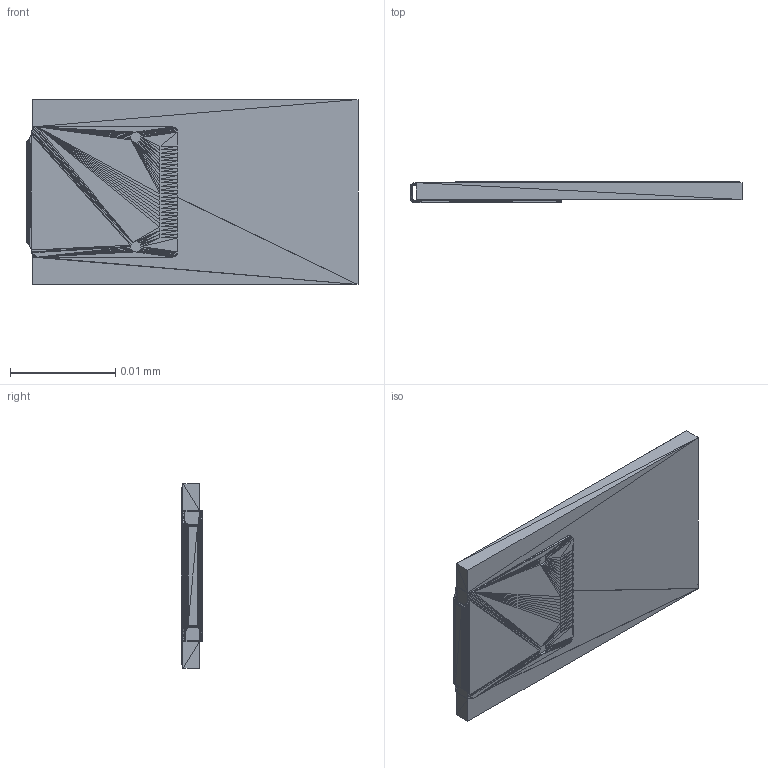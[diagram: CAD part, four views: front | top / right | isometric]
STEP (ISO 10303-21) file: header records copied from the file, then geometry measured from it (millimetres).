
FILE_DESCRIPTION(('LCKiConverter Model lckicad.xtoolbox.org','uuid: Std:9c55ce2a25214862b1d9e3c936110a06'),'2;1');
FILE_NAME('1.14tft.step','2024-09-09T14:01:23.042Z',('LCEDA'),( ''),'LCKiConverter','LCKiConverter','');
FILE_SCHEMA(('AUTOMOTIVE_DESIGN { 1 0 10303 214 1 1 1 1 }'));
Length unit declared in the file: millimetre
Products named in the file (1): 1.14tft
Bounding box: 0.03 x 0 x 0.02 mm (x, y, z)
Surface area: 0 mm2 (no closed solid volume)
Topology: 0 solids, 1 shells, 824 faces, 1236 edges, 410 vertices
Faces by surface type: plane 824
Entity records: 16935 total; most frequent: DIRECTION 2886, ORIENTED_EDGE 2472, CARTESIAN_POINT 2471, EDGE_CURVE 1236, LINE 1236, VECTOR 1236, AXIS2_PLACEMENT_3D 825, ADVANCED_FACE 824
